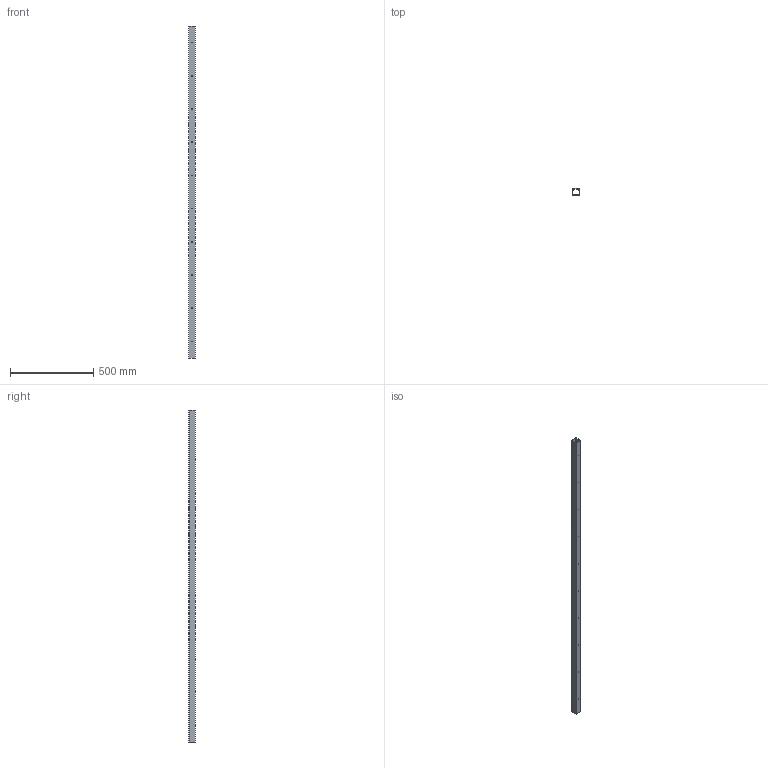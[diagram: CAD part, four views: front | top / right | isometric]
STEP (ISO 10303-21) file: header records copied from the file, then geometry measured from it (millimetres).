
FILE_DESCRIPTION (( 'STEP AP214' ), '1' );
FILE_NAME ('Áàçîâàÿ ìîäåëü 40õ40.STEP', '2016-07-11T10:43:05', ( '' ), ( '' ), 'SwSTEP 2.0', 'SolidWorks 2014', '' );
FILE_SCHEMA (( 'AUTOMOTIVE_DESIGN' ));
Length unit declared in the file: millimetre
Products named in the file (1): Áàçîâàÿ ìîäåëü 40õ40
Bounding box: 40 x 40 x 2000 mm (x, y, z)
Volume: 514123.5 mm3; surface area: 1165637.7 mm2
Topology: 3 solids, 3 shells, 86 faces, 240 edges, 160 vertices
Faces by surface type: plane 46, cylinder 40
Entity records: 2916 total; most frequent: DIRECTION 494, CARTESIAN_POINT 487, ORIENTED_EDGE 480, EDGE_CURVE 240, AXIS2_PLACEMENT_3D 167, LINE 160, VECTOR 160, VERTEX_POINT 160
